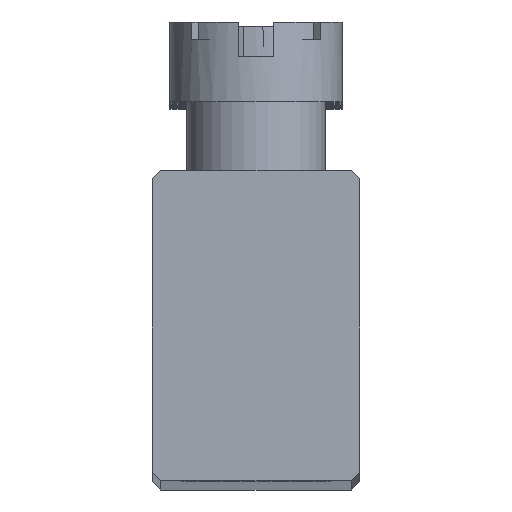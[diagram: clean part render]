
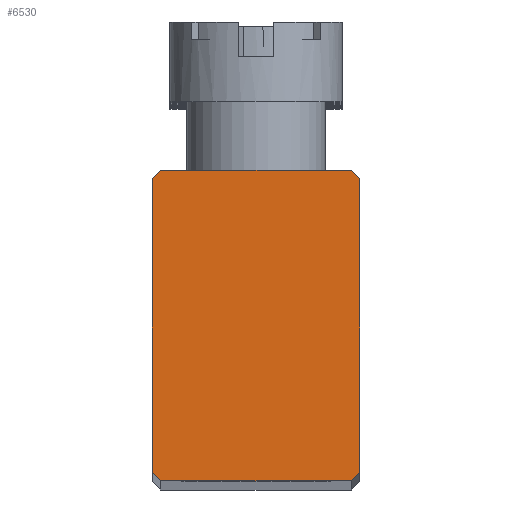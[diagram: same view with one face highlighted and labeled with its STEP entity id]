
A CAD part, top view. The second image highlights one B-rep face of the part: STEP entity #6530.
In plain terms, the highlighted planar face has unit normal (0, 0, 1).
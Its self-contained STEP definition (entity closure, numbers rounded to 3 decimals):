
#95 = ORIENTED_EDGE ( 'NONE', *, *, #2011, .T. ) ;
#129 = CARTESIAN_POINT ( 'NONE',  ( -0.125, -7.375, 75. ) ) ;
#401 = AXIS2_PLACEMENT_3D ( 'NONE', #5799, #10493, #5765 ) ;
#572 = DIRECTION ( 'NONE',  ( -1., 0., 0. ) ) ;
#740 = VERTEX_POINT ( 'NONE', #1261 ) ;
#798 = CARTESIAN_POINT ( 'NONE',  ( 4.375, 2.875, 75. ) ) ;
#1134 = CARTESIAN_POINT ( 'NONE',  ( 3., 4.25, 75. ) ) ;
#1229 = CARTESIAN_POINT ( 'NONE',  ( -3., -4.5, 75. ) ) ;
#1261 = CARTESIAN_POINT ( 'NONE',  ( 2.75, 4.5, 75. ) ) ;
#1457 = VECTOR ( 'NONE', #8521, 1000. ) ;
#2011 = EDGE_CURVE ( 'NONE', #7556, #6879, #9735, .T. ) ;
#2022 = LINE ( 'NONE', #6275, #10281 ) ;
#2133 = CARTESIAN_POINT ( 'NONE',  ( -2.75, 4.5, 75. ) ) ;
#2158 = VECTOR ( 'NONE', #5935, 1000. ) ;
#2730 = VERTEX_POINT ( 'NONE', #8484 ) ;
#3568 = ORIENTED_EDGE ( 'NONE', *, *, #5532, .T. ) ;
#3762 = VECTOR ( 'NONE', #6102, 1000. ) ;
#3851 = DIRECTION ( 'NONE',  ( -0.707, -0.707, 0. ) ) ;
#3874 = VECTOR ( 'NONE', #3851, 1000. ) ;
#4257 = VECTOR ( 'NONE', #6042, 1000. ) ;
#4809 = DIRECTION ( 'NONE',  ( 0., -1., 0. ) ) ;
#4952 = PLANE ( 'NONE',  #401 ) ;
#4989 = ORIENTED_EDGE ( 'NONE', *, *, #9296, .T. ) ;
#5249 = ORIENTED_EDGE ( 'NONE', *, *, #5775, .T. ) ;
#5461 = ORIENTED_EDGE ( 'NONE', *, *, #5917, .T. ) ;
#5532 = EDGE_CURVE ( 'NONE', #2730, #6691, #5717, .T. ) ;
#5635 = EDGE_LOOP ( 'NONE', ( #95, #5249, #3568, #5701, #4989, #5800, #8126, #5461 ) ) ;
#5655 = CARTESIAN_POINT ( 'NONE',  ( -3., 4.5, 75. ) ) ;
#5701 = ORIENTED_EDGE ( 'NONE', *, *, #5754, .T. ) ;
#5708 = DIRECTION ( 'NONE',  ( -0.707, 0.707, 0. ) ) ;
#5717 = LINE ( 'NONE', #1229, #3762 ) ;
#5754 = EDGE_CURVE ( 'NONE', #6691, #7232, #7014, .T. ) ;
#5757 = LINE ( 'NONE', #6160, #1457 ) ;
#5765 = DIRECTION ( 'NONE',  ( 1., 0., 0. ) ) ;
#5775 = EDGE_CURVE ( 'NONE', #6879, #2730, #6248, .T. ) ;
#5799 = CARTESIAN_POINT ( 'NONE',  ( -3., -4.5, 75. ) ) ;
#5800 = ORIENTED_EDGE ( 'NONE', *, *, #6117, .T. ) ;
#5904 = EDGE_CURVE ( 'NONE', #740, #9340, #2022, .T. ) ;
#5917 = EDGE_CURVE ( 'NONE', #9340, #7556, #8220, .T. ) ;
#5935 = DIRECTION ( 'NONE',  ( 0.707, 0.707, 0. ) ) ;
#5957 = VECTOR ( 'NONE', #5708, 1000. ) ;
#6042 = DIRECTION ( 'NONE',  ( 0.707, -0.707, 0. ) ) ;
#6102 = DIRECTION ( 'NONE',  ( 1., 0., 0. ) ) ;
#6117 = EDGE_CURVE ( 'NONE', #9158, #740, #10158, .T. ) ;
#6160 = CARTESIAN_POINT ( 'NONE',  ( 3., 4.5, 75. ) ) ;
#6248 = LINE ( 'NONE', #9970, #4257 ) ;
#6252 = CARTESIAN_POINT ( 'NONE',  ( -3., -4.25, 75. ) ) ;
#6275 = CARTESIAN_POINT ( 'NONE',  ( -3., 4.5, 75. ) ) ;
#6530 = ADVANCED_FACE ( 'NONE', ( #10016 ), #4952, .T. ) ;
#6691 = VERTEX_POINT ( 'NONE', #6851 ) ;
#6851 = CARTESIAN_POINT ( 'NONE',  ( 2.75, -4.5, 75. ) ) ;
#6879 = VERTEX_POINT ( 'NONE', #6252 ) ;
#6954 = CARTESIAN_POINT ( 'NONE',  ( 3., -4.25, 75. ) ) ;
#7014 = LINE ( 'NONE', #129, #2158 ) ;
#7232 = VERTEX_POINT ( 'NONE', #6954 ) ;
#7556 = VERTEX_POINT ( 'NONE', #8366 ) ;
#8126 = ORIENTED_EDGE ( 'NONE', *, *, #5904, .T. ) ;
#8220 = LINE ( 'NONE', #8724, #3874 ) ;
#8366 = CARTESIAN_POINT ( 'NONE',  ( -3., 4.25, 75. ) ) ;
#8484 = CARTESIAN_POINT ( 'NONE',  ( -2.75, -4.5, 75. ) ) ;
#8521 = DIRECTION ( 'NONE',  ( 0., 1., 0. ) ) ;
#8724 = CARTESIAN_POINT ( 'NONE',  ( -7.375, -0.125, 75. ) ) ;
#9158 = VERTEX_POINT ( 'NONE', #1134 ) ;
#9296 = EDGE_CURVE ( 'NONE', #7232, #9158, #5757, .T. ) ;
#9340 = VERTEX_POINT ( 'NONE', #2133 ) ;
#9489 = VECTOR ( 'NONE', #4809, 1000. ) ;
#9735 = LINE ( 'NONE', #5655, #9489 ) ;
#9970 = CARTESIAN_POINT ( 'NONE',  ( -2.875, -4.375, 75. ) ) ;
#10016 = FACE_OUTER_BOUND ( 'NONE', #5635, .T. ) ;
#10158 = LINE ( 'NONE', #798, #5957 ) ;
#10281 = VECTOR ( 'NONE', #572, 1000. ) ;
#10493 = DIRECTION ( 'NONE',  ( 0., 0., 1. ) ) ;
